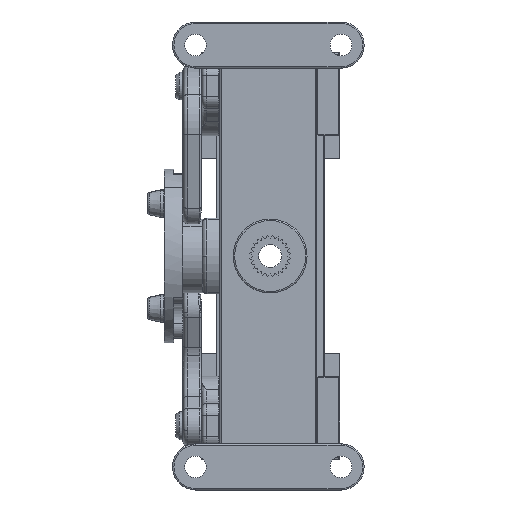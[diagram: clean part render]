
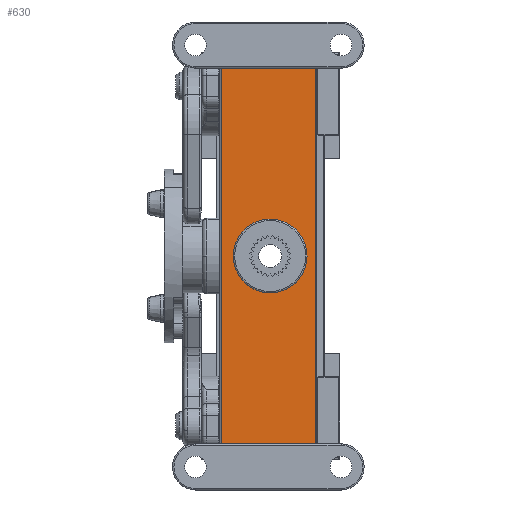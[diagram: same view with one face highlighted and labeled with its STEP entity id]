
A CAD part, left-side view. The second image highlights one B-rep face of the part: STEP entity #630.
In plain terms, the highlighted planar face has unit normal (-1, 0, 0).
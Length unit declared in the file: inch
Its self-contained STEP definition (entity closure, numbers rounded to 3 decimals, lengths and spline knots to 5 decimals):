
#196 = EDGE_CURVE ( 'NONE', #4313, #198, #7180, .T. ) ;
#198 = VERTEX_POINT ( 'NONE', #7174 ) ;
#598 = VERTEX_POINT ( 'NONE', #7857 ) ;
#599 = VERTEX_POINT ( 'NONE', #7856 ) ;
#600 = VERTEX_POINT ( 'NONE', #7855 ) ;
#607 = EDGE_LOOP ( 'NONE', ( #608, #4250, #4517, #664 ) ) ;
#608 = ORIENTED_EDGE ( 'NONE', *, *, #629, .T. ) ;
#629 = EDGE_CURVE ( 'NONE', #598, #599, #7871, .T. ) ;
#630 = ADVANCED_FACE ( 'NONE', ( #7867, #7866 ), #7865, .F. ) ;
#651 = ORIENTED_EDGE ( 'NONE', *, *, #196, .F. ) ;
#660 = ORIENTED_EDGE ( 'NONE', *, *, #661, .F. ) ;
#661 = EDGE_CURVE ( 'NONE', #198, #4313, #7932, .T. ) ;
#662 = EDGE_LOOP ( 'NONE', ( #660, #651 ) ) ;
#663 = VERTEX_POINT ( 'NONE', #7927 ) ;
#664 = ORIENTED_EDGE ( 'NONE', *, *, #665, .T. ) ;
#665 = EDGE_CURVE ( 'NONE', #663, #598, #7926, .T. ) ;
#4250 = ORIENTED_EDGE ( 'NONE', *, *, #4292, .T. ) ;
#4292 = EDGE_CURVE ( 'NONE', #599, #600, #14590, .T. ) ;
#4313 = VERTEX_POINT ( 'NONE', #14677 ) ;
#4400 = EDGE_CURVE ( 'NONE', #663, #600, #14826, .T. ) ;
#4517 = ORIENTED_EDGE ( 'NONE', *, *, #4400, .F. ) ;
#7174 = CARTESIAN_POINT ( 'NONE',  ( 0., 0.252, -0.2 ) ) ;
#7176 = DIRECTION ( 'NONE',  ( 0., 0., -1. ) ) ;
#7177 = DIRECTION ( 'NONE',  ( -1., 0., 0. ) ) ;
#7178 = CARTESIAN_POINT ( 'NONE',  ( 0., 0.252, 0. ) ) ;
#7179 = AXIS2_PLACEMENT_3D ( 'NONE', #7178, #7177, #7176 ) ;
#7180 = CIRCLE ( 'NONE', #7179, 0.2 ) ;
#7855 = CARTESIAN_POINT ( 'NONE',  ( 0., 0.008, 1.017 ) ) ;
#7856 = CARTESIAN_POINT ( 'NONE',  ( 0., 0.008, -1.017 ) ) ;
#7857 = CARTESIAN_POINT ( 'NONE',  ( 0., 0.516, -1.017 ) ) ;
#7862 = DIRECTION ( 'NONE',  ( 1., 0., 0. ) ) ;
#7863 = CARTESIAN_POINT ( 'NONE',  ( 0., 0., 1.267 ) ) ;
#7864 = AXIS2_PLACEMENT_3D ( 'NONE', #7863, #7862, #7925 ) ;
#7865 = PLANE ( 'NONE',  #7864 ) ;
#7866 = FACE_BOUND ( 'NONE', #662, .T. ) ;
#7867 = FACE_OUTER_BOUND ( 'NONE', #607, .T. ) ;
#7868 = DIRECTION ( 'NONE',  ( 0., -1., 0. ) ) ;
#7869 = VECTOR ( 'NONE', #7868, 39.37008 ) ;
#7870 = CARTESIAN_POINT ( 'NONE',  ( 0., 0.656, -1.017 ) ) ;
#7871 = LINE ( 'NONE', #7870, #7869 ) ;
#7925 = DIRECTION ( 'NONE',  ( 0., 0., -1. ) ) ;
#7926 = LINE ( 'NONE', #7989, #7988 ) ;
#7927 = CARTESIAN_POINT ( 'NONE',  ( 0., 0.516, 1.017 ) ) ;
#7928 = DIRECTION ( 'NONE',  ( 0., 0., -1. ) ) ;
#7929 = DIRECTION ( 'NONE',  ( -1., 0., 0. ) ) ;
#7930 = CARTESIAN_POINT ( 'NONE',  ( 0., 0.252, 0. ) ) ;
#7931 = AXIS2_PLACEMENT_3D ( 'NONE', #7930, #7929, #7928 ) ;
#7932 = CIRCLE ( 'NONE', #7931, 0.2 ) ;
#7987 = DIRECTION ( 'NONE',  ( 0., 0., -1. ) ) ;
#7988 = VECTOR ( 'NONE', #7987, 39.37008 ) ;
#7989 = CARTESIAN_POINT ( 'NONE',  ( 0., 0.516, 1.267 ) ) ;
#14590 = LINE ( 'NONE', #14651, #14650 ) ;
#14649 = DIRECTION ( 'NONE',  ( 0., 0., 1. ) ) ;
#14650 = VECTOR ( 'NONE', #14649, 39.37008 ) ;
#14651 = CARTESIAN_POINT ( 'NONE',  ( 0., 0.008, 1.267 ) ) ;
#14677 = CARTESIAN_POINT ( 'NONE',  ( 0., 0.252, 0.2 ) ) ;
#14818 = DIRECTION ( 'NONE',  ( 0., -1., 0. ) ) ;
#14819 = VECTOR ( 'NONE', #14818, 39.37008 ) ;
#14820 = CARTESIAN_POINT ( 'NONE',  ( 0., 0.656, 1.017 ) ) ;
#14826 = LINE ( 'NONE', #14820, #14819 ) ;
